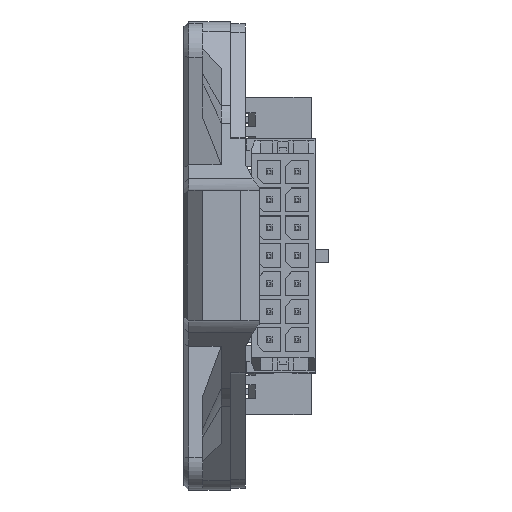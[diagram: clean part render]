
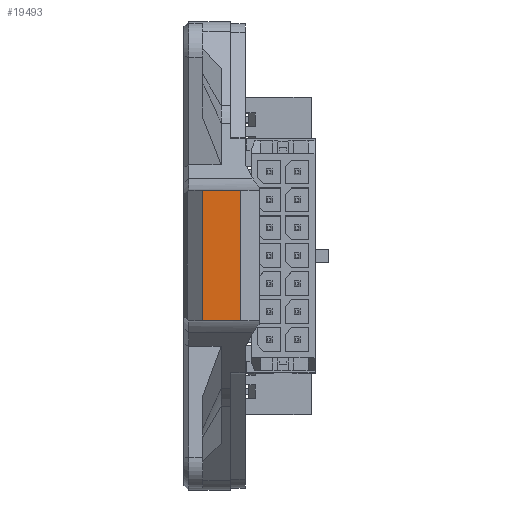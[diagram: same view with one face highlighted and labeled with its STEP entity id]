
A CAD part, top view. The second image highlights one B-rep face of the part: STEP entity #19493.
In plain terms, the highlighted face is planar.
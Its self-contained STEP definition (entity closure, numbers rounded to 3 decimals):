
#1592=FACE_OUTER_BOUND('',#2754,.T.);
#2754=EDGE_LOOP('',(#17298,#17299,#17300,#17301));
#5110=LINE('',#31016,#7551);
#5114=LINE('',#31026,#7555);
#5120=LINE('',#31038,#7561);
#5122=LINE('',#31041,#7563);
#7551=VECTOR('',#25553,10.);
#7555=VECTOR('',#25563,10.);
#7561=VECTOR('',#25571,10.);
#7563=VECTOR('',#25575,10.);
#9273=VERTEX_POINT('',#31009);
#9276=VERTEX_POINT('',#31014);
#9279=VERTEX_POINT('',#31025);
#9284=VERTEX_POINT('',#31037);
#11878=EDGE_CURVE('',#9276,#9273,#5110,.T.);
#11883=EDGE_CURVE('',#9273,#9279,#5114,.T.);
#11889=EDGE_CURVE('',#9279,#9284,#5120,.T.);
#11891=EDGE_CURVE('',#9276,#9284,#5122,.T.);
#17298=ORIENTED_EDGE('',*,*,#11878,.F.);
#17299=ORIENTED_EDGE('',*,*,#11891,.T.);
#17300=ORIENTED_EDGE('',*,*,#11889,.F.);
#17301=ORIENTED_EDGE('',*,*,#11883,.F.);
#18230=PLANE('',#20821);
#19493=ADVANCED_FACE('',(#1592),#18230,.T.);
#20821=AXIS2_PLACEMENT_3D('',#31244,#25814,#25815);
#25553=DIRECTION('',(-1.,0.,0.));
#25563=DIRECTION('',(0.,0.,-1.));
#25571=DIRECTION('',(1.,0.,0.));
#25575=DIRECTION('',(0.,0.,-1.));
#25814=DIRECTION('center_axis',(0.,1.,0.));
#25815=DIRECTION('ref_axis',(1.,0.,0.));
#31009=CARTESIAN_POINT('',(-7.,31.2,1.1));
#31014=CARTESIAN_POINT('',(7.,31.2,1.1));
#31016=CARTESIAN_POINT('',(-3.5,31.2,1.1));
#31025=CARTESIAN_POINT('',(-7.,31.2,-3.));
#31026=CARTESIAN_POINT('',(-7.,31.2,0.));
#31037=CARTESIAN_POINT('',(7.,31.2,-3.));
#31038=CARTESIAN_POINT('',(-3.5,31.2,-3.));
#31041=CARTESIAN_POINT('',(7.,31.2,0.));
#31244=CARTESIAN_POINT('Origin',(-7.,31.2,0.));
